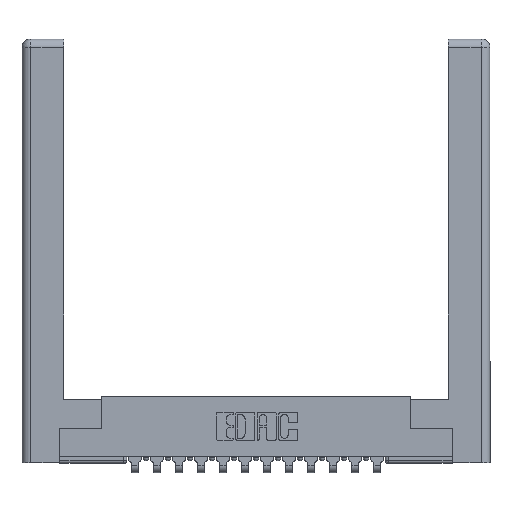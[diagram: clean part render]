
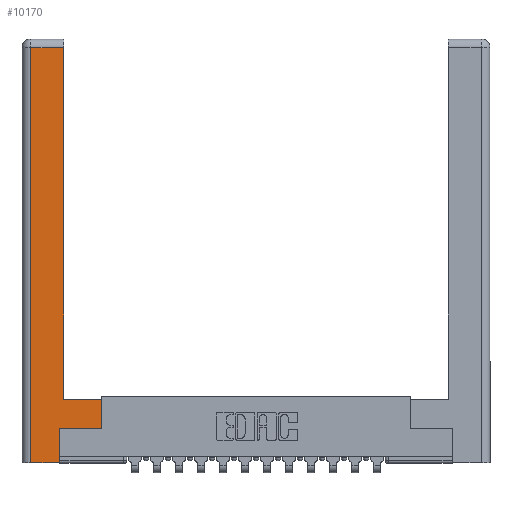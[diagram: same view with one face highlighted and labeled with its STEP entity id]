
A CAD part, top view. The second image highlights one B-rep face of the part: STEP entity #10170.
In plain terms, the highlighted planar face has unit normal (0, 0, 1).
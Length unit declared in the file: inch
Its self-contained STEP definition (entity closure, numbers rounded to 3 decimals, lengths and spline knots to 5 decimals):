
#16 = CARTESIAN_POINT ( 'NONE',  ( 0.0615, 2.94, 0. ) ) ;
#179 = DIRECTION ( 'NONE',  ( 0., 0., -1. ) ) ;
#1327 = DIRECTION ( 'NONE',  ( 0., 1., 0. ) ) ;
#1388 = CARTESIAN_POINT ( 'NONE',  ( 0.265, 0., 0. ) ) ;
#1510 = CARTESIAN_POINT ( 'NONE',  ( 0.265, 0., 0. ) ) ;
#1692 = EDGE_CURVE ( 'NONE', #7333, #15432, #5416, .T. ) ;
#2067 = CARTESIAN_POINT ( 'NONE',  ( 0.295, 0.45, 0. ) ) ;
#2265 = ORIENTED_EDGE ( 'NONE', *, *, #12844, .T. ) ;
#2727 = DIRECTION ( 'NONE',  ( -1., 0., 0. ) ) ;
#2883 = LINE ( 'NONE', #1510, #11534 ) ;
#3016 = VECTOR ( 'NONE', #1327, 39.37008 ) ;
#3407 = CARTESIAN_POINT ( 'NONE',  ( 0.265, 0.245, 0. ) ) ;
#4254 = VECTOR ( 'NONE', #14776, 39.37008 ) ;
#4405 = ORIENTED_EDGE ( 'NONE', *, *, #1692, .T. ) ;
#4451 = ORIENTED_EDGE ( 'NONE', *, *, #14191, .T. ) ;
#4487 = VERTEX_POINT ( 'NONE', #3407 ) ;
#4965 = DIRECTION ( 'NONE',  ( -1., 0., 0. ) ) ;
#4990 = EDGE_LOOP ( 'NONE', ( #8353, #6499, #6945, #12171, #10187, #4451, #4405, #2265 ) ) ;
#5076 = VECTOR ( 'NONE', #4965, 39.37008 ) ;
#5130 = LINE ( 'NONE', #7812, #9626 ) ;
#5309 = LINE ( 'NONE', #14275, #7906 ) ;
#5416 = LINE ( 'NONE', #11645, #3016 ) ;
#5434 = DIRECTION ( 'NONE',  ( 1., 0., 0. ) ) ;
#5549 = EDGE_CURVE ( 'NONE', #16235, #11445, #13061, .T. ) ;
#5799 = LINE ( 'NONE', #9587, #4254 ) ;
#6441 = LINE ( 'NONE', #8798, #15342 ) ;
#6499 = ORIENTED_EDGE ( 'NONE', *, *, #5549, .T. ) ;
#6945 = ORIENTED_EDGE ( 'NONE', *, *, #10652, .T. ) ;
#7333 = VERTEX_POINT ( 'NONE', #9232 ) ;
#7646 = DIRECTION ( 'NONE',  ( -1., 0., 0. ) ) ;
#7812 = CARTESIAN_POINT ( 'NONE',  ( 0.565, 0.245, 0. ) ) ;
#7906 = VECTOR ( 'NONE', #9179, 39.37008 ) ;
#8353 = ORIENTED_EDGE ( 'NONE', *, *, #14398, .T. ) ;
#8798 = CARTESIAN_POINT ( 'NONE',  ( 0.0615, 0., 0. ) ) ;
#9179 = DIRECTION ( 'NONE',  ( 0., 1., 0. ) ) ;
#9232 = CARTESIAN_POINT ( 'NONE',  ( 0.565, 0.245, 0. ) ) ;
#9587 = CARTESIAN_POINT ( 'NONE',  ( 0.295, 3., 0. ) ) ;
#9626 = VECTOR ( 'NONE', #12883, 39.37008 ) ;
#9978 = VECTOR ( 'NONE', #7646, 39.37008 ) ;
#10048 = CARTESIAN_POINT ( 'NONE',  ( 0.295, 2.94, 0. ) ) ;
#10062 = DIRECTION ( 'NONE',  ( 0., -1., 0. ) ) ;
#10169 = CARTESIAN_POINT ( 'NONE',  ( 0.0615, 2.94, 0. ) ) ;
#10170 = ADVANCED_FACE ( 'NONE', ( #10255 ), #11520, .F. ) ;
#10187 = ORIENTED_EDGE ( 'NONE', *, *, #16687, .T. ) ;
#10255 = FACE_OUTER_BOUND ( 'NONE', #4990, .T. ) ;
#10415 = CARTESIAN_POINT ( 'NONE',  ( 0., 0., 0. ) ) ;
#10652 = EDGE_CURVE ( 'NONE', #11445, #15806, #6441, .T. ) ;
#10711 = EDGE_CURVE ( 'NONE', #15806, #16663, #2883, .T. ) ;
#11209 = CARTESIAN_POINT ( 'NONE',  ( 0.565, 0.45, 0. ) ) ;
#11288 = AXIS2_PLACEMENT_3D ( 'NONE', #10415, #179, #2727 ) ;
#11445 = VERTEX_POINT ( 'NONE', #10169 ) ;
#11520 = PLANE ( 'NONE',  #11288 ) ;
#11534 = VECTOR ( 'NONE', #5434, 39.37008 ) ;
#11645 = CARTESIAN_POINT ( 'NONE',  ( 0.565, 0.45, 0. ) ) ;
#12171 = ORIENTED_EDGE ( 'NONE', *, *, #10711, .T. ) ;
#12371 = CARTESIAN_POINT ( 'NONE',  ( 0.0615, 0., 0. ) ) ;
#12844 = EDGE_CURVE ( 'NONE', #15432, #16416, #13672, .T. ) ;
#12883 = DIRECTION ( 'NONE',  ( 1., 0., 0. ) ) ;
#13061 = LINE ( 'NONE', #16, #5076 ) ;
#13672 = LINE ( 'NONE', #2067, #9978 ) ;
#14191 = EDGE_CURVE ( 'NONE', #4487, #7333, #5130, .T. ) ;
#14275 = CARTESIAN_POINT ( 'NONE',  ( 0.265, 0.245, 0. ) ) ;
#14398 = EDGE_CURVE ( 'NONE', #16416, #16235, #5799, .T. ) ;
#14776 = DIRECTION ( 'NONE',  ( 0., 1., 0. ) ) ;
#15342 = VECTOR ( 'NONE', #10062, 39.37008 ) ;
#15432 = VERTEX_POINT ( 'NONE', #11209 ) ;
#15657 = CARTESIAN_POINT ( 'NONE',  ( 0.295, 0.45, 0. ) ) ;
#15806 = VERTEX_POINT ( 'NONE', #12371 ) ;
#16235 = VERTEX_POINT ( 'NONE', #10048 ) ;
#16416 = VERTEX_POINT ( 'NONE', #15657 ) ;
#16663 = VERTEX_POINT ( 'NONE', #1388 ) ;
#16687 = EDGE_CURVE ( 'NONE', #16663, #4487, #5309, .T. ) ;
